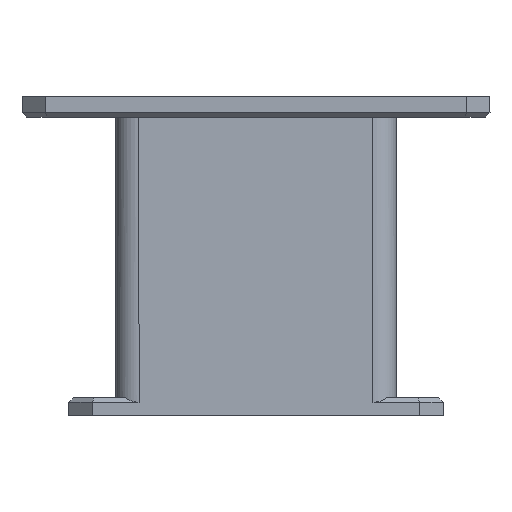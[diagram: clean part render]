
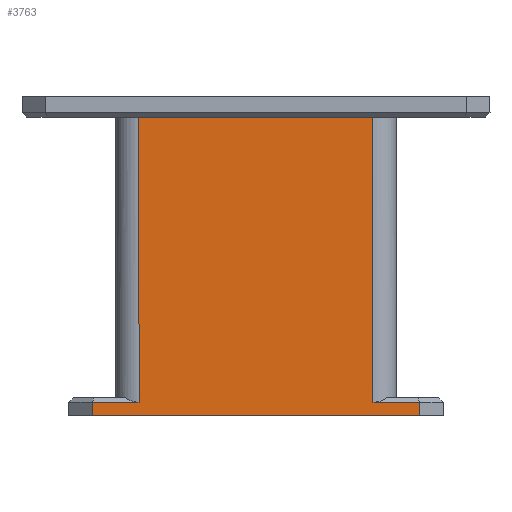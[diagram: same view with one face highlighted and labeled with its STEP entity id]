
A CAD part, left-side view. The second image highlights one B-rep face of the part: STEP entity #3763.
In plain terms, the highlighted planar face has unit normal (-1, 0, 0).
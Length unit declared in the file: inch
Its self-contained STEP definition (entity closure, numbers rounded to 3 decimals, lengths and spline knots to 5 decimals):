
#98 = EDGE_CURVE ( 'NONE', #3676, #3276, #2681, .T. ) ;
#105 = EDGE_CURVE ( 'NONE', #3639, #3652, #2665, .T. ) ;
#140 = EDGE_CURVE ( 'NONE', #3652, #3038, #2604, .T. ) ;
#146 = EDGE_CURVE ( 'NONE', #3330, #3676, #2594, .T. ) ;
#150 = EDGE_CURVE ( 'NONE', #3653, #3330, #2589, .T. ) ;
#151 = EDGE_CURVE ( 'NONE', #3276, #3639, #2587, .T. ) ;
#154 = EDGE_CURVE ( 'NONE', #3658, #3038, #2584, .T. ) ;
#157 = EDGE_CURVE ( 'NONE', #3653, #3658, #2581, .T. ) ;
#628 = AXIS2_PLACEMENT_3D ( 'NONE', #1458, #1452, #1451 ) ;
#655 = ORIENTED_EDGE ( 'NONE', *, *, #146, .T. ) ;
#656 = ORIENTED_EDGE ( 'NONE', *, *, #98, .T. ) ;
#658 = ORIENTED_EDGE ( 'NONE', *, *, #151, .T. ) ;
#660 = ORIENTED_EDGE ( 'NONE', *, *, #105, .T. ) ;
#661 = ORIENTED_EDGE ( 'NONE', *, *, #140, .T. ) ;
#662 = ORIENTED_EDGE ( 'NONE', *, *, #154, .F. ) ;
#663 = ORIENTED_EDGE ( 'NONE', *, *, #157, .F. ) ;
#819 = CARTESIAN_POINT ( 'NONE',  ( -6., -5., 0.5625 ) ) ;
#1451 = DIRECTION ( 'NONE',  ( 0., 0., -1. ) ) ;
#1452 = DIRECTION ( 'NONE',  ( 1., 0., 0. ) ) ;
#1456 = PLANE ( 'NONE',  #628 ) ;
#1458 = CARTESIAN_POINT ( 'NONE',  ( -6., -8., 0.75 ) ) ;
#1812 = EDGE_LOOP ( 'NONE', ( #1841, #655, #656, #658, #660, #661, #662, #663 ) ) ;
#1841 = ORIENTED_EDGE ( 'NONE', *, *, #150, .T. ) ;
#1926 = CARTESIAN_POINT ( 'NONE',  ( -6., 7., 0.5625 ) ) ;
#1944 = CARTESIAN_POINT ( 'NONE',  ( -6., -5., 12.75 ) ) ;
#1950 = CARTESIAN_POINT ( 'NONE',  ( -6., 5., 12.75 ) ) ;
#1951 = CARTESIAN_POINT ( 'NONE',  ( -6., -7., 0.5625 ) ) ;
#1967 = CARTESIAN_POINT ( 'NONE',  ( -6., -7., 0. ) ) ;
#2040 = CARTESIAN_POINT ( 'NONE',  ( -6., 5., 0.5625 ) ) ;
#2058 = CARTESIAN_POINT ( 'NONE',  ( -6., 7., 0. ) ) ;
#2211 = FACE_OUTER_BOUND ( 'NONE', #1812, .T. ) ;
#2580 = VECTOR ( 'NONE', #3176, 39.37008 ) ;
#2581 = LINE ( 'NONE', #3177, #2580 ) ;
#2583 = VECTOR ( 'NONE', #3186, 39.37008 ) ;
#2584 = LINE ( 'NONE', #3187, #2583 ) ;
#2586 = VECTOR ( 'NONE', #3195, 39.37008 ) ;
#2587 = LINE ( 'NONE', #3198, #2586 ) ;
#2589 = LINE ( 'NONE', #3213, #2598 ) ;
#2594 = LINE ( 'NONE', #3232, #2599 ) ;
#2598 = VECTOR ( 'NONE', #3200, 39.37008 ) ;
#2599 = VECTOR ( 'NONE', #3214, 39.37008 ) ;
#2604 = LINE ( 'NONE', #3247, #2607 ) ;
#2607 = VECTOR ( 'NONE', #3239, 39.37008 ) ;
#2663 = VECTOR ( 'NONE', #3357, 39.37008 ) ;
#2665 = LINE ( 'NONE', #3368, #2663 ) ;
#2675 = VECTOR ( 'NONE', #3376, 39.37008 ) ;
#2681 = LINE ( 'NONE', #3381, #2675 ) ;
#3038 = VERTEX_POINT ( 'NONE', #819 ) ;
#3176 = DIRECTION ( 'NONE',  ( 0., -1., 0. ) ) ;
#3177 = CARTESIAN_POINT ( 'NONE',  ( -6., -5., 12.75 ) ) ;
#3186 = DIRECTION ( 'NONE',  ( 0., 0., -1. ) ) ;
#3187 = CARTESIAN_POINT ( 'NONE',  ( -6., -5., 12.75 ) ) ;
#3195 = DIRECTION ( 'NONE',  ( 0., -1., 0. ) ) ;
#3198 = CARTESIAN_POINT ( 'NONE',  ( -6., -8., 0. ) ) ;
#3200 = DIRECTION ( 'NONE',  ( 0., 0., -1. ) ) ;
#3213 = CARTESIAN_POINT ( 'NONE',  ( -6., 5., 12.75 ) ) ;
#3214 = DIRECTION ( 'NONE',  ( 0., 1., 0. ) ) ;
#3232 = CARTESIAN_POINT ( 'NONE',  ( -6., -8., 0.5625 ) ) ;
#3239 = DIRECTION ( 'NONE',  ( 0., 1., 0. ) ) ;
#3247 = CARTESIAN_POINT ( 'NONE',  ( -6., -8., 0.5625 ) ) ;
#3276 = VERTEX_POINT ( 'NONE', #2058 ) ;
#3330 = VERTEX_POINT ( 'NONE', #2040 ) ;
#3357 = DIRECTION ( 'NONE',  ( 0., 0., 1. ) ) ;
#3368 = CARTESIAN_POINT ( 'NONE',  ( -6., -7., 0.75 ) ) ;
#3376 = DIRECTION ( 'NONE',  ( 0., 0., -1. ) ) ;
#3381 = CARTESIAN_POINT ( 'NONE',  ( -6., 7., 0.75 ) ) ;
#3639 = VERTEX_POINT ( 'NONE', #1967 ) ;
#3652 = VERTEX_POINT ( 'NONE', #1951 ) ;
#3653 = VERTEX_POINT ( 'NONE', #1950 ) ;
#3658 = VERTEX_POINT ( 'NONE', #1944 ) ;
#3676 = VERTEX_POINT ( 'NONE', #1926 ) ;
#3763 = ADVANCED_FACE ( 'NONE', ( #2211 ), #1456, .F. ) ;
